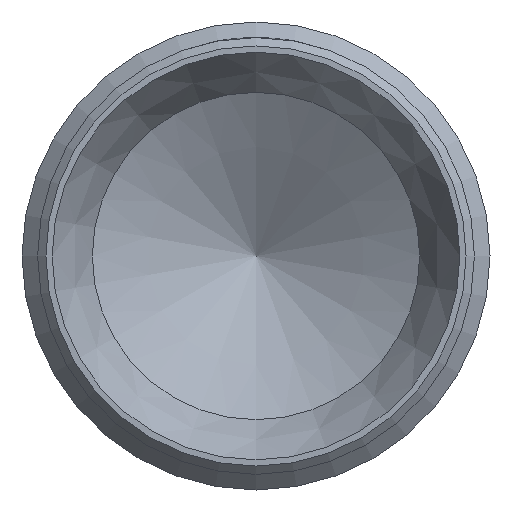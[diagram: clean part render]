
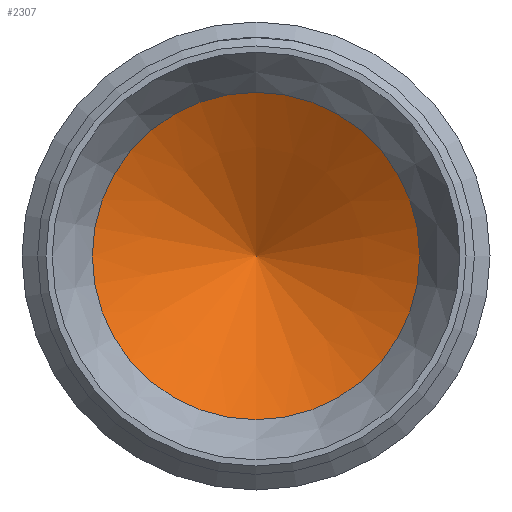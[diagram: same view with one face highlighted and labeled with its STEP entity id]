
A CAD part, front view. The second image highlights one B-rep face of the part: STEP entity #2307.
In plain terms, the highlighted conical face has half-angle 60 degrees and reference radius 1 mm.
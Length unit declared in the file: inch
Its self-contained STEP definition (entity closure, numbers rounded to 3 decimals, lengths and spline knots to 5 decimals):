
#176 = DIRECTION ( 'NONE',  ( 0., 0., -1. ) ) ;
#220 = EDGE_LOOP ( 'NONE', ( #1419 ) ) ;
#354 = CARTESIAN_POINT ( 'NONE',  ( 0., 0.17, -0.03935 ) ) ;
#399 = AXIS2_PLACEMENT_3D ( 'NONE', #3210, #698, #2536 ) ;
#639 = EDGE_CURVE ( 'NONE', #4445, #4445, #2546, .T. ) ;
#698 = DIRECTION ( 'NONE',  ( 0., -1., 0. ) ) ;
#1419 = ORIENTED_EDGE ( 'NONE', *, *, #639, .T. ) ;
#2105 = FACE_OUTER_BOUND ( 'NONE', #220, .T. ) ;
#2307 = ADVANCED_FACE ( 'NONE', ( #2105 ), #4697, .F. ) ;
#2536 = DIRECTION ( 'NONE',  ( 0., 0., -1. ) ) ;
#2546 = CIRCLE ( 'NONE', #4115, 0.03935 ) ;
#3210 = CARTESIAN_POINT ( 'NONE',  ( 0., 0.17, 0. ) ) ;
#3968 = CARTESIAN_POINT ( 'NONE',  ( 0., 0.17, 0. ) ) ;
#4115 = AXIS2_PLACEMENT_3D ( 'NONE', #3968, #4665, #176 ) ;
#4445 = VERTEX_POINT ( 'NONE', #354 ) ;
#4665 = DIRECTION ( 'NONE',  ( 0., -1., 0. ) ) ;
#4697 = CONICAL_SURFACE ( 'NONE', #399, 0.03935, 1.047 ) ;
